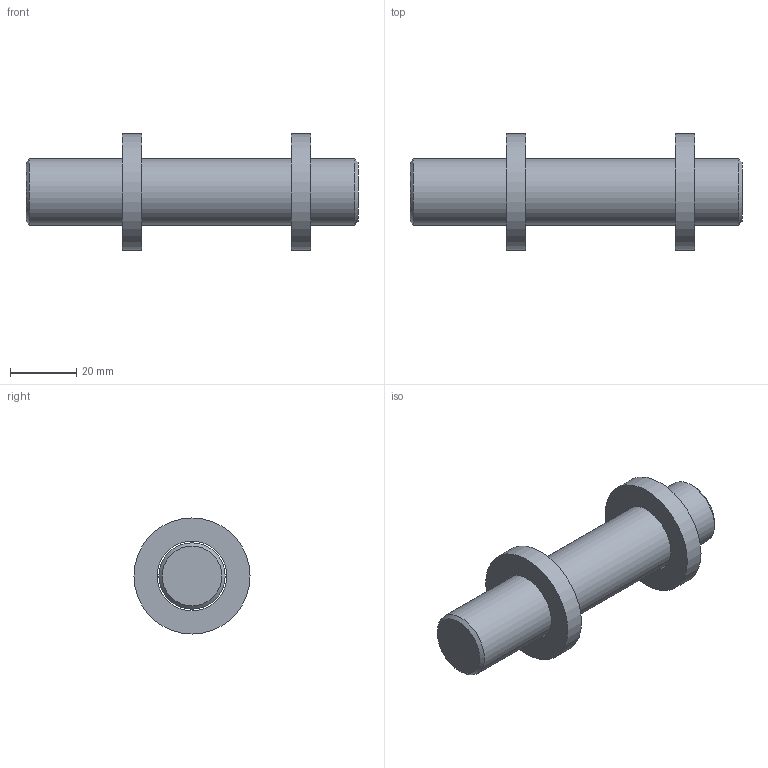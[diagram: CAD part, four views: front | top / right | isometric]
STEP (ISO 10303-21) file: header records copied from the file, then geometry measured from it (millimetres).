
FILE_DESCRIPTION(/* description */ (''),/* implementation_level */ '2;1');
FILE_NAME(/* name */ 'SFS2020-1.8',/* time_stamp */ '2007-10-26T10:53:25+08:00',/* author */ (''),/* organization */ (''),/* preprocessor_version */ 'ST-DEVELOPER v9',/* originating_system */ 'UGS - NX 3.0',/* authorisation */ '');
FILE_SCHEMA (('CONFIG_CONTROL_DESIGN'));
Length unit declared in the file: millimetre
Products named in the file (1): jaso37B0hu6v
Bounding box: 100.15 x 35 x 35 mm (x, y, z)
Volume: 38606.6 mm3; surface area: 11366.1 mm2
Topology: 3 solids, 3 shells, 13 faces, 19 edges, 12 vertices
Faces by surface type: plane 6, cylinder 5, cone 2
Full cylindrical faces by diameter (mm): 20 x1, 21 x2, 35 x2
Entity records: 344 total; most frequent: DIRECTION 52, CARTESIAN_POINT 38, AXIS2_PLACEMENT_3D 26, EDGE_LOOP 24, ORIENTED_EDGE 24, FACE_BOUND 16, ADVANCED_FACE 13, VERTEX_POINT 12
